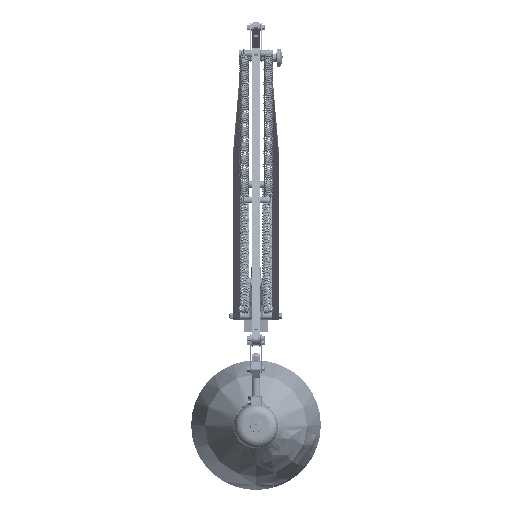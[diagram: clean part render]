
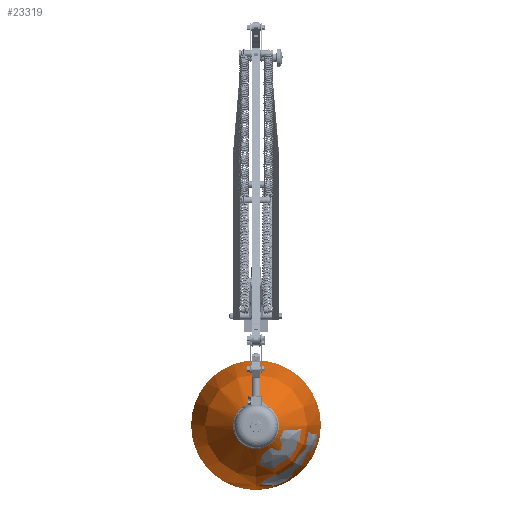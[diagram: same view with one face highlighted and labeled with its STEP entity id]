
A CAD part, top view. The second image highlights one B-rep face of the part: STEP entity #23319.
In plain terms, the highlighted free-form (B-spline) face has degree [2, 2] with [3, 9] control points.
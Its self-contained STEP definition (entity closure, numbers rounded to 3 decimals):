
#569=(
BOUNDED_SURFACE()
B_SPLINE_SURFACE(2,2,((#64527,#64528,#64529,#64530,#64531,#64532,#64533,
#64534,#64535),(#64536,#64537,#64538,#64539,#64540,#64541,#64542,#64543,
#64544),(#64545,#64546,#64547,#64548,#64549,#64550,#64551,#64552,#64553)),
 .UNSPECIFIED.,.F.,.T.,.F.)
B_SPLINE_SURFACE_WITH_KNOTS((3,3),(3,2,2,2,3),(-0.811,-0.12),
(-3.142,-1.571,0.,1.571,3.142),
 .UNSPECIFIED.)
GEOMETRIC_REPRESENTATION_ITEM()
RATIONAL_B_SPLINE_SURFACE(((1.,0.707,1.,0.707,1.,
0.707,1.,0.707,1.),(0.941,0.665,
0.941,0.665,0.941,0.665,
0.941,0.665,0.941),(1.,0.707,
1.,0.707,1.,0.707,1.,0.707,1.)))
REPRESENTATION_ITEM('')
SURFACE()
);
#3404=FACE_OUTER_BOUND('',#4838,.T.);
#4838=EDGE_LOOP('',(#19429,#19430,#19431,#19432,#19433,#19434));
#9298=CIRCLE('',#26939,27.847);
#9299=CIRCLE('',#26940,27.847);
#9304=CIRCLE('',#26945,167.521);
#9305=CIRCLE('',#26946,78.744);
#9306=CIRCLE('',#26947,78.744);
#11473=VERTEX_POINT('',#64516);
#11474=VERTEX_POINT('',#64517);
#11478=VERTEX_POINT('',#64554);
#11479=VERTEX_POINT('',#64556);
#14290=EDGE_CURVE('',#11473,#11474,#9298,.T.);
#14291=EDGE_CURVE('',#11474,#11473,#9299,.T.);
#14296=EDGE_CURVE('',#11474,#11478,#9304,.T.);
#14297=EDGE_CURVE('',#11479,#11478,#9305,.T.);
#14298=EDGE_CURVE('',#11478,#11479,#9306,.T.);
#19429=ORIENTED_EDGE('',*,*,#14290,.T.);
#19430=ORIENTED_EDGE('',*,*,#14296,.T.);
#19431=ORIENTED_EDGE('',*,*,#14297,.F.);
#19432=ORIENTED_EDGE('',*,*,#14298,.F.);
#19433=ORIENTED_EDGE('',*,*,#14296,.F.);
#19434=ORIENTED_EDGE('',*,*,#14291,.T.);
#23319=ADVANCED_FACE('',(#3404),#569,.F.);
#26939=AXIS2_PLACEMENT_3D('',#64518,#32434,#32435);
#26940=AXIS2_PLACEMENT_3D('',#64519,#32436,#32437);
#26945=AXIS2_PLACEMENT_3D('',#64555,#32446,#32447);
#26946=AXIS2_PLACEMENT_3D('',#64557,#32448,#32449);
#26947=AXIS2_PLACEMENT_3D('',#64558,#32450,#32451);
#32434=DIRECTION('center_axis',(0.,-1.,0.));
#32435=DIRECTION('ref_axis',(1.,0.,0.));
#32436=DIRECTION('center_axis',(0.,-1.,0.));
#32437=DIRECTION('ref_axis',(1.,0.,0.));
#32446=DIRECTION('center_axis',(1.,0.,0.));
#32447=DIRECTION('ref_axis',(0.,0.,
1.));
#32448=DIRECTION('center_axis',(0.,-1.,0.));
#32449=DIRECTION('ref_axis',(1.,0.,0.));
#32450=DIRECTION('center_axis',(0.,-1.,0.));
#32451=DIRECTION('ref_axis',(1.,0.,0.));
#64516=CARTESIAN_POINT('',(27.847,103.556,0.));
#64517=CARTESIAN_POINT('',(0.,103.556,27.847));
#64518=CARTESIAN_POINT('Origin',(0.,103.556,0.));
#64519=CARTESIAN_POINT('Origin',(0.,103.556,0.));
#64527=CARTESIAN_POINT('Ctrl Pts',(0.,103.556,
27.847));
#64528=CARTESIAN_POINT('Ctrl Pts',(-27.847,103.556,27.847));
#64529=CARTESIAN_POINT('Ctrl Pts',(-27.847,103.556,0.));
#64530=CARTESIAN_POINT('Ctrl Pts',(-27.847,103.556,-27.847));
#64531=CARTESIAN_POINT('Ctrl Pts',(0.,103.556,
-27.847));
#64532=CARTESIAN_POINT('Ctrl Pts',(27.847,103.556,-27.847));
#64533=CARTESIAN_POINT('Ctrl Pts',(27.847,103.556,0.));
#64534=CARTESIAN_POINT('Ctrl Pts',(27.847,103.556,27.847));
#64535=CARTESIAN_POINT('Ctrl Pts',(0.,103.556,
27.847));
#64536=CARTESIAN_POINT('Ctrl Pts',(0.,62.05,
71.514));
#64537=CARTESIAN_POINT('Ctrl Pts',(-71.514,62.05,71.514));
#64538=CARTESIAN_POINT('Ctrl Pts',(-71.514,62.05,0.));
#64539=CARTESIAN_POINT('Ctrl Pts',(-71.514,62.05,-71.514));
#64540=CARTESIAN_POINT('Ctrl Pts',(0.,62.05,
-71.514));
#64541=CARTESIAN_POINT('Ctrl Pts',(71.514,62.05,-71.514));
#64542=CARTESIAN_POINT('Ctrl Pts',(71.514,62.05,0.));
#64543=CARTESIAN_POINT('Ctrl Pts',(71.514,62.05,71.514));
#64544=CARTESIAN_POINT('Ctrl Pts',(0.,62.05,
71.514));
#64545=CARTESIAN_POINT('Ctrl Pts',(0.,2.24,
78.744));
#64546=CARTESIAN_POINT('Ctrl Pts',(-78.744,2.24,78.744));
#64547=CARTESIAN_POINT('Ctrl Pts',(-78.744,2.24,0.));
#64548=CARTESIAN_POINT('Ctrl Pts',(-78.744,2.24,-78.744));
#64549=CARTESIAN_POINT('Ctrl Pts',(0.,2.24,
-78.744));
#64550=CARTESIAN_POINT('Ctrl Pts',(78.744,2.24,-78.744));
#64551=CARTESIAN_POINT('Ctrl Pts',(78.744,2.24,0.));
#64552=CARTESIAN_POINT('Ctrl Pts',(78.744,2.24,78.744));
#64553=CARTESIAN_POINT('Ctrl Pts',(0.,2.24,
78.744));
#64554=CARTESIAN_POINT('',(0.,2.24,78.744));
#64555=CARTESIAN_POINT('Origin',(0.,-17.866,
-87.566));
#64556=CARTESIAN_POINT('',(78.744,2.24,0.));
#64557=CARTESIAN_POINT('Origin',(0.,2.24,0.));
#64558=CARTESIAN_POINT('Origin',(0.,2.24,0.));
